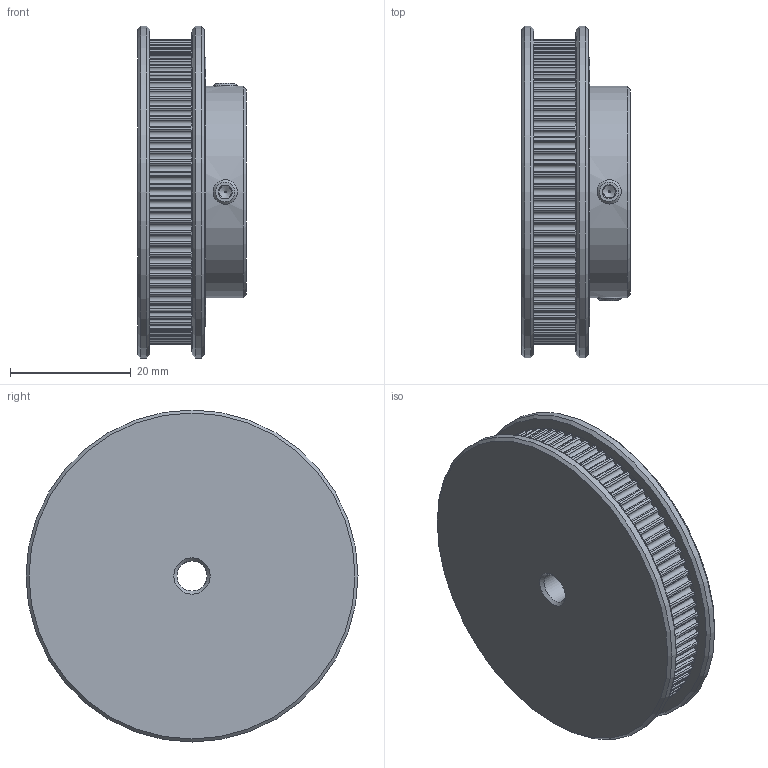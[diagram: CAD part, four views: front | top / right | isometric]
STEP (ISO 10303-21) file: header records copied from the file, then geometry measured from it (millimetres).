
FILE_DESCRIPTION(('FreeCAD Model'),'2;1');
FILE_NAME('Open CASCADE Shape Model','2023-04-07T19:41:38',(''),(''), 'Open CASCADE STEP processor 7.6','FreeCAD','Unknown');
FILE_SCHEMA(('AUTOMOTIVE_DESIGN { 1 0 10303 214 1 1 1 1 }'));
Length unit declared in the file: millimetre
Products named in the file (4): GT2_80_Tooth_Pulley; Cut; M4x10-Screw; M4x10-Screw001
Assembly tree (3 placements, depth 2):
  GT2_80_Tooth_Pulley
    Cut
    M4x10-Screw
    M4x10-Screw001
Bounding box: 18 x 55 x 55 mm (x, y, z)
Volume: 29550.7 mm3; surface area: 9205.3 mm2
Topology: 3 solids, 3 shells, 538 faces, 1227 edges, 699 vertices
Faces by surface type: cylinder 328, plane 182, cone 26, sphere 2
Full cylindrical faces by diameter (mm): 3.3 x2, 4.04 x2, 5 x1, 35 x1, 55 x2
Entity records: 32330 total; most frequent: CARTESIAN_POINT 6188, DIRECTION 5566, ORIENTED_EDGE 2450, PCURVE 2450, DEFINITIONAL_REPRESENTATION 2450, CIRCLE 1833, LINE 1758, VECTOR 1758
